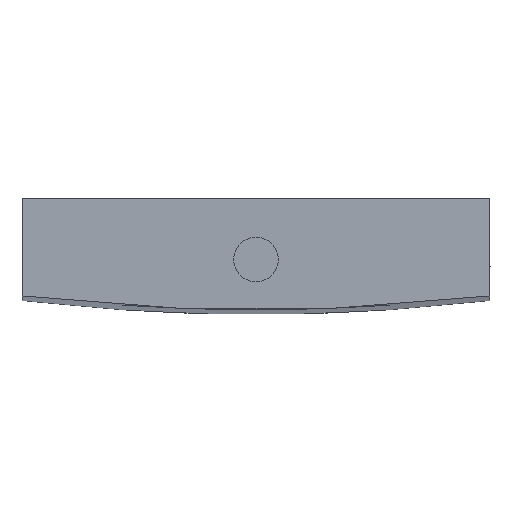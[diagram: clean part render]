
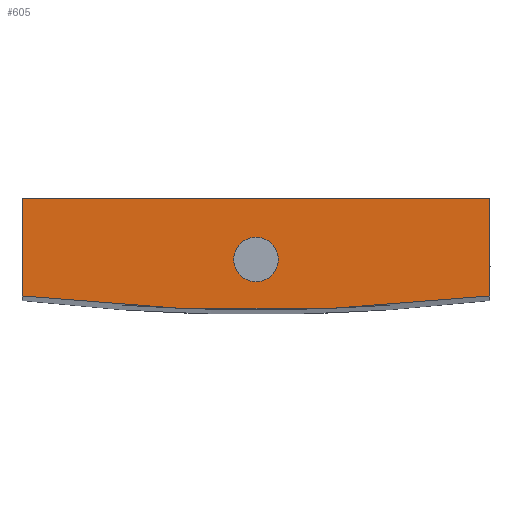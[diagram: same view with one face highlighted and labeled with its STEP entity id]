
A CAD part, top view. The second image highlights one B-rep face of the part: STEP entity #605.
In plain terms, the highlighted planar face has unit normal (0, 0, 1).
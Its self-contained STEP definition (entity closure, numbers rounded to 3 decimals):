
#17=FACE_BOUND('',#105,.T.);
#36=PLANE('',#668);
#66=FACE_OUTER_BOUND('',#104,.T.);
#104=EDGE_LOOP('',(#466,#467,#468,#469));
#105=EDGE_LOOP('',(#470));
#155=LINE('',#967,#211);
#156=LINE('',#971,#212);
#157=LINE('',#972,#213);
#211=VECTOR('',#784,10.);
#212=VECTOR('',#787,10.);
#213=VECTOR('',#788,10.);
#258=CIRCLE('',#667,1.);
#259=CIRCLE('',#669,90.);
#297=VERTEX_POINT('',#961);
#298=VERTEX_POINT('',#965);
#299=VERTEX_POINT('',#966);
#300=VERTEX_POINT('',#968);
#301=VERTEX_POINT('',#970);
#363=EDGE_CURVE('',#297,#297,#258,.T.);
#364=EDGE_CURVE('',#298,#299,#155,.T.);
#365=EDGE_CURVE('',#299,#300,#259,.T.);
#366=EDGE_CURVE('',#300,#301,#156,.T.);
#367=EDGE_CURVE('',#301,#298,#157,.T.);
#466=ORIENTED_EDGE('',*,*,#364,.T.);
#467=ORIENTED_EDGE('',*,*,#365,.T.);
#468=ORIENTED_EDGE('',*,*,#366,.T.);
#469=ORIENTED_EDGE('',*,*,#367,.T.);
#470=ORIENTED_EDGE('',*,*,#363,.T.);
#605=ADVANCED_FACE('',(#66,#17),#36,.F.);
#667=AXIS2_PLACEMENT_3D('',#963,#780,#781);
#668=AXIS2_PLACEMENT_3D('',#964,#782,#783);
#669=AXIS2_PLACEMENT_3D('',#969,#785,#786);
#780=DIRECTION('center_axis',(0.,0.,
-1.));
#781=DIRECTION('ref_axis',(1.,0.,0.));
#782=DIRECTION('center_axis',(0.,0.,
-1.));
#783=DIRECTION('ref_axis',(-1.,0.,0.));
#784=DIRECTION('',(0.,-1.,0.));
#785=DIRECTION('center_axis',(0.,0.,
1.));
#786=DIRECTION('ref_axis',(0.117,-0.993,0.));
#787=DIRECTION('',(0.,1.,0.));
#788=DIRECTION('',(-1.,0.,0.));
#961=CARTESIAN_POINT('',(-1.,-17.534,119.));
#963=CARTESIAN_POINT('Origin',(0.,-17.534,119.));
#964=CARTESIAN_POINT('Origin',(0.,0.708,
119.));
#965=CARTESIAN_POINT('',(-10.5,-14.784,119.));
#966=CARTESIAN_POINT('',(-10.5,-19.17,119.));
#967=CARTESIAN_POINT('',(-10.5,-7.038,119.));
#968=CARTESIAN_POINT('',(10.5,-19.17,119.));
#969=CARTESIAN_POINT('Origin',(0.,70.216,119.));
#970=CARTESIAN_POINT('',(10.5,-14.784,119.));
#971=CARTESIAN_POINT('',(10.5,-9.231,119.));
#972=CARTESIAN_POINT('',(5.25,-14.784,119.));
